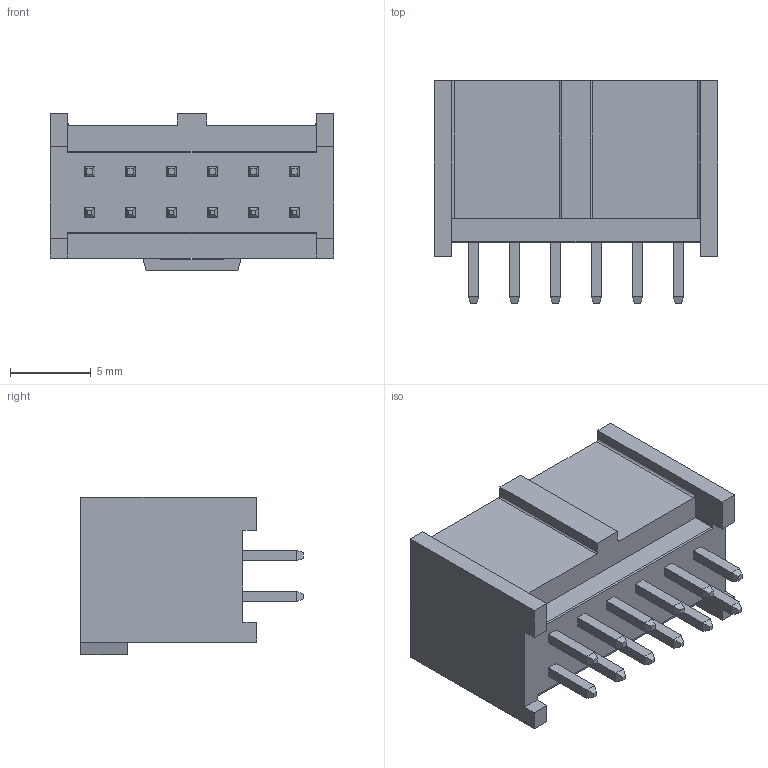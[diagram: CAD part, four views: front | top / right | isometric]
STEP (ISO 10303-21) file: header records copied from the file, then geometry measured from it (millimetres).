
FILE_DESCRIPTION((''),'2;1');
FILE_NAME('901301212','2013-04-05T',('me'),(''),'PRO/ENGINEER BY PARAMETRIC TECHNOLOGY CORPORATION, 2011490','PRO/ENGINEER BY PARAMETRIC TECHNOLOGY CORPORATION, 2011490','');
FILE_SCHEMA(('CONFIG_CONTROL_DESIGN'));
Length unit declared in the file: millimetre
Products named in the file (1): 901301212
Bounding box: 17.58 x 13.8 x 9.75 mm (x, y, z)
Volume: 698.7 mm3; surface area: 1514.7 mm2
Topology: 1 solids, 1 shells, 273 faces, 644 edges, 396 vertices
Faces by surface type: plane 269, cylinder 4
Entity records: 7588 total; most frequent: CARTESIAN_POINT 1313, ORIENTED_EDGE 1288, DIRECTION 1198, EDGE_CURVE 644, VECTOR 636, LINE 636, VERTEX_POINT 396, EDGE_LOOP 298
